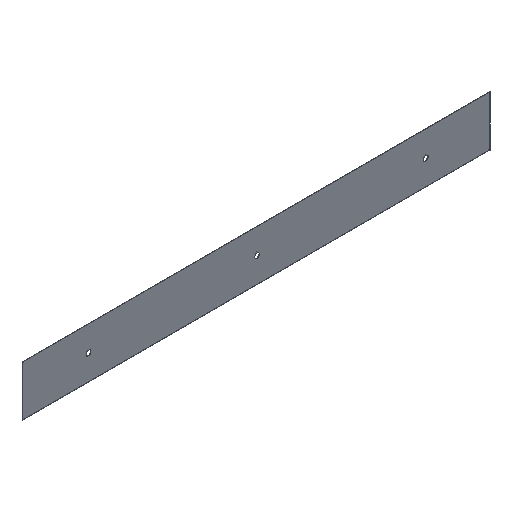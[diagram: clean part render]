
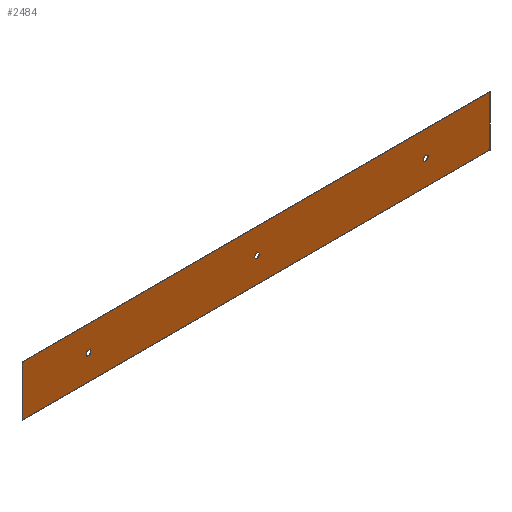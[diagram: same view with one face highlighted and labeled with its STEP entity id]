
A CAD part, isometric view. The second image highlights one B-rep face of the part: STEP entity #2484.
In plain terms, the highlighted planar face has unit normal (0, -1, 0).
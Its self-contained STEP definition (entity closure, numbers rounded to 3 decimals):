
#35=DIRECTION('',(-1.,0.,0.));
#36=VECTOR('',#35,554.6);
#37=CARTESIAN_POINT('',(554.8,-2.,-29.8));
#38=LINE('',#37,#36);
#70=DIRECTION('',(0.,0.,1.));
#71=VECTOR('',#70,59.6);
#72=CARTESIAN_POINT('',(0.2,-2.,-29.8));
#73=LINE('',#72,#71);
#82=CARTESIAN_POINT('',(0.2,-2.,-29.8));
#111=DIRECTION('',(1.,0.,0.));
#112=VECTOR('',#111,554.6);
#113=CARTESIAN_POINT('',(0.2,-2.,29.8));
#114=LINE('',#113,#112);
#1228=CARTESIAN_POINT('',(78.486,-2.,0.));
#1229=DIRECTION('',(0.,1.,0.));
#1230=DIRECTION('',(0.,0.,-1.));
#1231=AXIS2_PLACEMENT_3D('',#1228,#1229,#1230);
#1236=CARTESIAN_POINT('',(78.486,-2.,0.));
#1237=DIRECTION('',(0.,1.,0.));
#1238=DIRECTION('',(0.,0.,1.));
#1239=AXIS2_PLACEMENT_3D('',#1236,#1237,#1238);
#1244=CARTESIAN_POINT('',(478.486,-2.,0.));
#1245=DIRECTION('',(0.,1.,0.));
#1246=DIRECTION('',(0.,0.,-1.));
#1247=AXIS2_PLACEMENT_3D('',#1244,#1245,#1246);
#1252=CARTESIAN_POINT('',(478.486,-2.,0.));
#1253=DIRECTION('',(0.,1.,0.));
#1254=DIRECTION('',(0.,0.,1.));
#1255=AXIS2_PLACEMENT_3D('',#1252,#1253,#1254);
#1260=CARTESIAN_POINT('',(278.486,-2.,0.));
#1261=DIRECTION('',(0.,1.,0.));
#1262=DIRECTION('',(0.,0.,-1.));
#1263=AXIS2_PLACEMENT_3D('',#1260,#1261,#1262);
#1268=CARTESIAN_POINT('',(278.486,-2.,0.));
#1269=DIRECTION('',(0.,1.,0.));
#1270=DIRECTION('',(0.,0.,1.));
#1271=AXIS2_PLACEMENT_3D('',#1268,#1269,#1270);
#1276=DIRECTION('',(0.,0.,-1.));
#1277=VECTOR('',#1276,59.6);
#1278=CARTESIAN_POINT('',(554.8,-2.,29.8));
#1279=LINE('',#1278,#1277);
#1375=VERTEX_POINT('',#82);
#1394=CARTESIAN_POINT('',(0.2,-2.,29.8));
#1395=CARTESIAN_POINT('',(554.8,-2.,29.8));
#1396=VERTEX_POINT('',#1394);
#1397=VERTEX_POINT('',#1395);
#1410=CARTESIAN_POINT('',(554.8,-2.,-29.8));
#1411=VERTEX_POINT('',#1410);
#1513=CARTESIAN_POINT('',(78.486,-2.,2.85));
#1515=VERTEX_POINT('',#1513);
#1517=CARTESIAN_POINT('',(78.486,-2.,-2.85));
#1519=VERTEX_POINT('',#1517);
#1521=CARTESIAN_POINT('',(278.486,-2.,2.85));
#1523=VERTEX_POINT('',#1521);
#1525=CARTESIAN_POINT('',(278.486,-2.,-2.85));
#1527=VERTEX_POINT('',#1525);
#1529=CARTESIAN_POINT('',(478.486,-2.,2.85));
#1531=VERTEX_POINT('',#1529);
#1533=CARTESIAN_POINT('',(478.486,-2.,-2.85));
#1535=VERTEX_POINT('',#1533);
#2456=CARTESIAN_POINT('',(555.,-2.,-30.));
#2457=DIRECTION('',(0.,-1.,0.));
#2458=DIRECTION('',(0.,0.,-1.));
#2459=AXIS2_PLACEMENT_3D('',#2456,#2457,#2458);
#2460=PLANE('',#2459);
#2461=ORIENTED_EDGE('',*,*,#1544,.T.);
#2462=ORIENTED_EDGE('',*,*,#1560,.T.);
#2463=ORIENTED_EDGE('',*,*,#1578,.T.);
#2465=ORIENTED_EDGE('',*,*,#2464,.T.);
#2466=EDGE_LOOP('',(#2461,#2462,#2463,#2465));
#2467=FACE_OUTER_BOUND('',#2466,.F.);
#2468=ORIENTED_EDGE('',*,*,#2436,.F.);
#2469=ORIENTED_EDGE('',*,*,#2450,.F.);
#2470=EDGE_LOOP('',(#2468,#2469));
#2471=FACE_BOUND('',#2470,.F.);
#2473=ORIENTED_EDGE('',*,*,#2472,.F.);
#2475=ORIENTED_EDGE('',*,*,#2474,.F.);
#2476=EDGE_LOOP('',(#2473,#2475));
#2477=FACE_BOUND('',#2476,.F.);
#2479=ORIENTED_EDGE('',*,*,#2478,.F.);
#2481=ORIENTED_EDGE('',*,*,#2480,.F.);
#2482=EDGE_LOOP('',(#2479,#2481));
#2483=FACE_BOUND('',#2482,.F.);
#2484=ADVANCED_FACE('',(#2467,#2471,#2477,#2483),#2460,.T.);
#1232=CIRCLE('',#1231,2.85);
#1240=CIRCLE('',#1239,2.85);
#1248=CIRCLE('',#1247,2.85);
#1256=CIRCLE('',#1255,2.85);
#1264=CIRCLE('',#1263,2.85);
#1272=CIRCLE('',#1271,2.85);
#1544=EDGE_CURVE('',#1411,#1375,#38,.T.);
#1560=EDGE_CURVE('',#1375,#1396,#73,.T.);
#1578=EDGE_CURVE('',#1396,#1397,#114,.T.);
#2436=EDGE_CURVE('',#1519,#1515,#1232,.T.);
#2450=EDGE_CURVE('',#1515,#1519,#1240,.T.);
#2464=EDGE_CURVE('',#1397,#1411,#1279,.T.);
#2472=EDGE_CURVE('',#1535,#1531,#1248,.T.);
#2474=EDGE_CURVE('',#1531,#1535,#1256,.T.);
#2478=EDGE_CURVE('',#1527,#1523,#1264,.T.);
#2480=EDGE_CURVE('',#1523,#1527,#1272,.T.);
